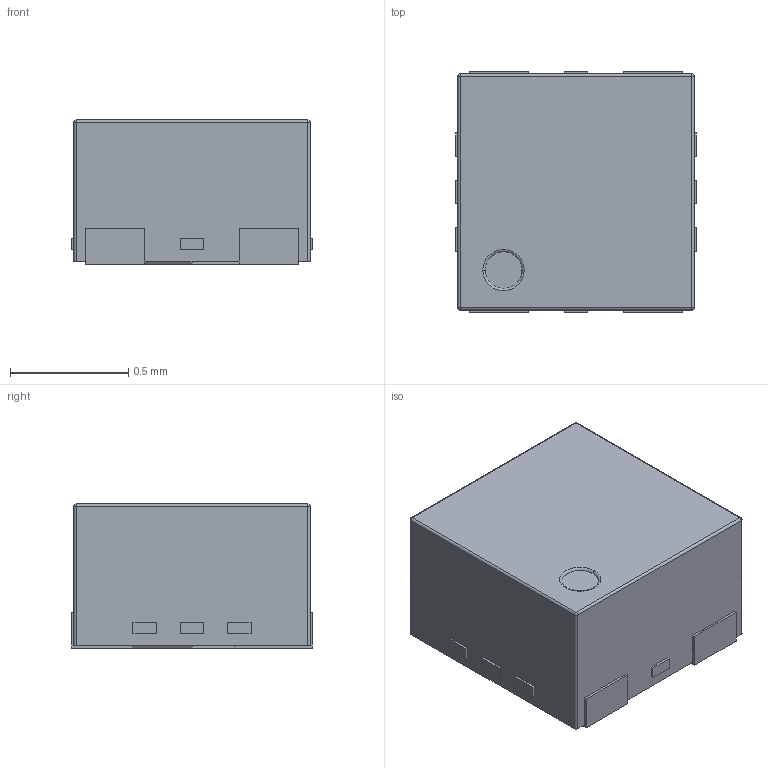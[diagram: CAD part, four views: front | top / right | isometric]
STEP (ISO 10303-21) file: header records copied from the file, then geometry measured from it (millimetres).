
FILE_DESCRIPTION (( 'STEP AP214' ), '1' );
FILE_NAME ('UDFN-4_L1.0-W1.0-P0.65.STEP', '2022-11-18T07:04:26', ( '' ), ( '' ), 'SwSTEP 2.0', 'SolidWorks 2019', '' );
FILE_SCHEMA (( 'AUTOMOTIVE_DESIGN' ));
Length unit declared in the file: millimetre
Products named in the file (1): UDFN-4_L1.0-W1.0-P0.65
Bounding box: 1.02 x 1.02 x 0.61 mm (x, y, z)
Volume: 0.6 mm3; surface area: 4.5 mm2
Topology: 1 solids, 1 shells, 93 faces, 235 edges, 150 vertices
Faces by surface type: plane 79, cylinder 8, sphere 4, torus 2
Entity records: 2976 total; most frequent: CARTESIAN_POINT 475, ORIENTED_EDGE 462, DIRECTION 441, EDGE_CURVE 231, LINE 209, VECTOR 209, VERTEX_POINT 150, AXIS2_PLACEMENT_3D 116
